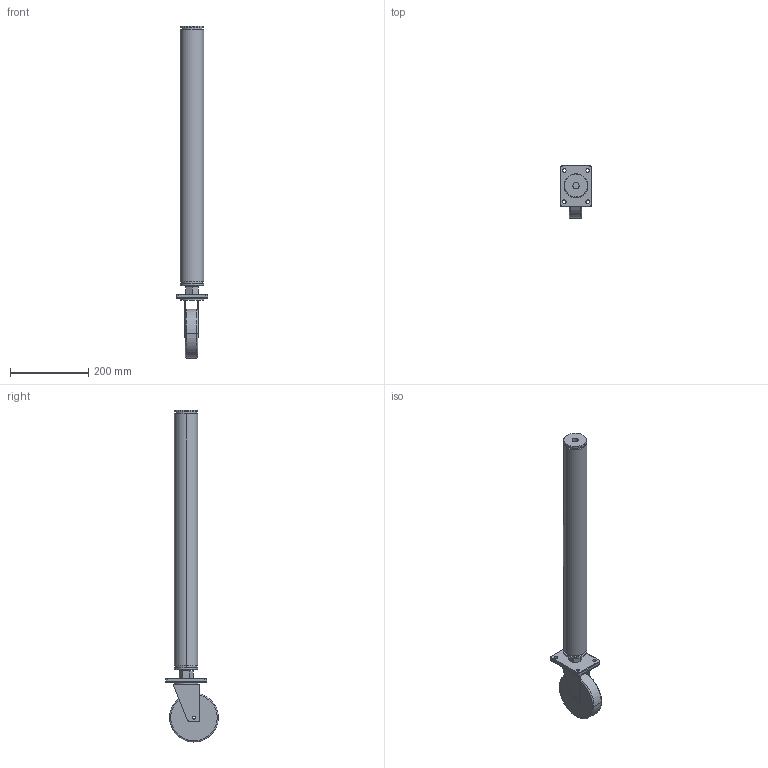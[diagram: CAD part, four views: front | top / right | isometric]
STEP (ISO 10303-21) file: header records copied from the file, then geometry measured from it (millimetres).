
FILE_DESCRIPTION(('STEP AP214'),'1');
FILE_NAME('160865.STP','2011-09-08T14:09:33',(' '),(' '),'Spatial InterOp 3D',' ',' ');
FILE_SCHEMA(('automotive_design'));
Length unit declared in the file: millimetre
Products named in the file (10): Zylinder; gerades Prisma; Quader; 1; 2
Bounding box: 80 x 135 x 850 mm (x, y, z)
Volume: 1006841.9 mm3; surface area: 360494.5 mm2
Topology: 10 solids, 10 shells, 157 faces, 358 edges, 226 vertices
Faces by surface type: cylinder 72, plane 55, cone 26, torus 4
Entity records: 5989 total; most frequent: DIRECTION 870, CARTESIAN_POINT 751, ORIENTED_EDGE 716, EDGE_CURVE 358, AXIS2_PLACEMENT_3D 345, VERTEX_POINT 226, EDGE_LOOP 190, LINE 180
